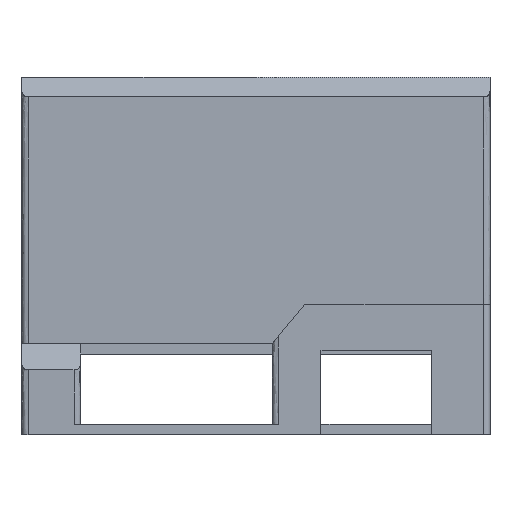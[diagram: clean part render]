
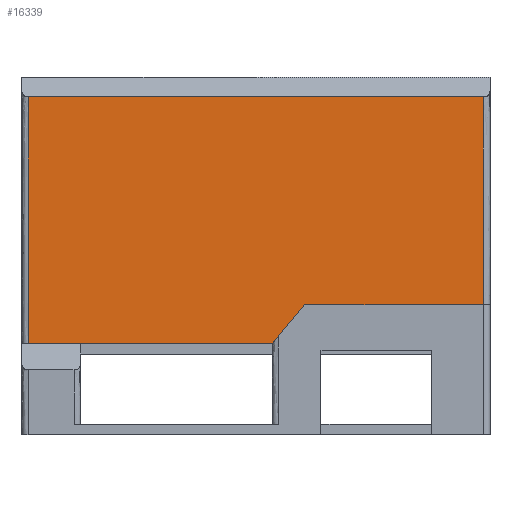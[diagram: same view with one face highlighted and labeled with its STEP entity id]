
A CAD part, front view. The second image highlights one B-rep face of the part: STEP entity #16339.
In plain terms, the highlighted planar face has unit normal (0, -1, 0).
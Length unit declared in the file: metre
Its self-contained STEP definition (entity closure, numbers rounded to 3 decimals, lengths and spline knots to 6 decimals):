
#625=B_SPLINE_CURVE_WITH_KNOTS('',3,(#23338,#23339,#23340,#23341),
 .UNSPECIFIED.,.F.,.F.,(4,4),(0.,1.),.UNSPECIFIED.);
#626=B_SPLINE_CURVE_WITH_KNOTS('',3,(#23345,#23346,#23347,#23348),
 .UNSPECIFIED.,.F.,.F.,(4,4),(0.,1.),.UNSPECIFIED.);
#1944=ORIENTED_EDGE('',*,*,#6979,.F.);
#1945=ORIENTED_EDGE('',*,*,#6980,.T.);
#1946=ORIENTED_EDGE('',*,*,#6981,.T.);
#1947=ORIENTED_EDGE('',*,*,#6982,.T.);
#1948=ORIENTED_EDGE('',*,*,#6908,.F.);
#1949=ORIENTED_EDGE('',*,*,#6983,.T.);
#6908=EDGE_CURVE('',#9432,#9433,#10904,.T.);
#6979=EDGE_CURVE('',#9493,#9494,#10960,.T.);
#6980=EDGE_CURVE('',#9493,#9495,#625,.T.);
#6981=EDGE_CURVE('',#9495,#9496,#10961,.T.);
#6982=EDGE_CURVE('',#9496,#9433,#626,.T.);
#6983=EDGE_CURVE('',#9432,#9494,#10962,.F.);
#9432=VERTEX_POINT('',#23164);
#9433=VERTEX_POINT('',#23166);
#9493=VERTEX_POINT('',#23336);
#9494=VERTEX_POINT('',#23337);
#9495=VERTEX_POINT('',#23342);
#9496=VERTEX_POINT('',#23344);
#10904=LINE('',#23165,#12524);
#10960=LINE('',#23335,#12580);
#10961=LINE('',#23343,#12581);
#10962=LINE('',#23349,#12582);
#12524=VECTOR('',#18667,1.);
#12580=VECTOR('',#18755,1.);
#12581=VECTOR('',#18756,1.);
#12582=VECTOR('',#18757,1.);
#13931=EDGE_LOOP('',(#1944,#1945,#1946,#1947,#1948,#1949));
#14927=FACE_BOUND('',#13931,.T.);
#15877=PLANE('',#17330);
#16339=ADVANCED_FACE('',(#14927),#15877,.T.);
#17330=AXIS2_PLACEMENT_3D('',#23334,#18753,#18754);
#18667=DIRECTION('',(-1.,0.,0.));
#18753=DIRECTION('',(0.,-1.,0.));
#18754=DIRECTION('',(0.,0.,-1.));
#18755=DIRECTION('',(-1.,0.,0.));
#18756=DIRECTION('',(-1.,0.,0.));
#18757=DIRECTION('',(-0.64,0.,-0.768));
#23164=CARTESIAN_POINT('',(0.0025,-0.0225,0.014));
#23165=CARTESIAN_POINT('',(0.036002,-0.0225,0.014));
#23166=CARTESIAN_POINT('',(-0.035,-0.0225,0.014));
#23334=CARTESIAN_POINT('',(0.036002,-0.0225,0.0345));
#23335=CARTESIAN_POINT('',(0.036002,-0.0225,0.02));
#23336=CARTESIAN_POINT('',(0.035,-0.0225,0.02));
#23337=CARTESIAN_POINT('',(0.0075,-0.0225,0.02));
#23338=CARTESIAN_POINT('',(0.035,-0.0225,0.02));
#23339=CARTESIAN_POINT('',(0.035,-0.0225,0.030667));
#23340=CARTESIAN_POINT('',(0.035,-0.0225,0.041333));
#23341=CARTESIAN_POINT('',(0.035,-0.0225,0.052));
#23342=CARTESIAN_POINT('',(0.035,-0.0225,0.052));
#23343=CARTESIAN_POINT('',(0.036002,-0.0225,0.052));
#23344=CARTESIAN_POINT('',(-0.035,-0.0225,0.052));
#23345=CARTESIAN_POINT('',(-0.035,-0.0225,0.052));
#23346=CARTESIAN_POINT('',(-0.035,-0.0225,0.039333));
#23347=CARTESIAN_POINT('',(-0.035,-0.0225,0.026667));
#23348=CARTESIAN_POINT('',(-0.035,-0.0225,0.014));
#23349=CARTESIAN_POINT('',(0.0025,-0.0225,0.014));
